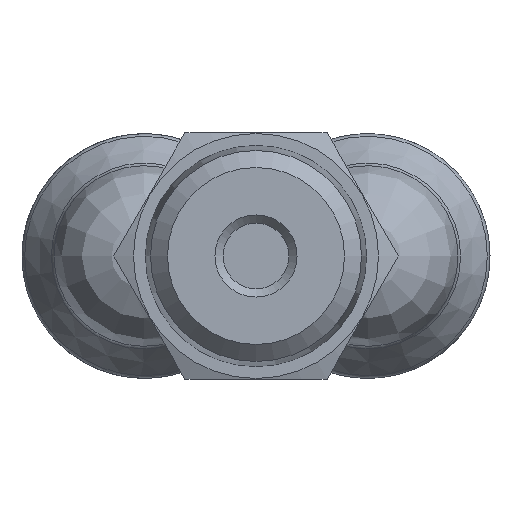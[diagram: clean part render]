
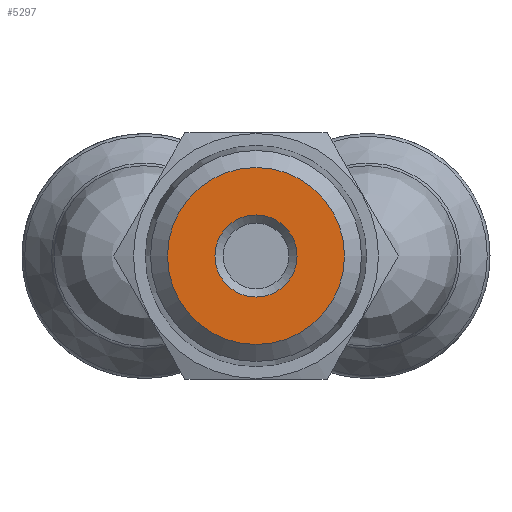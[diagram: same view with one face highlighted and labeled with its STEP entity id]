
A CAD part, front view. The second image highlights one B-rep face of the part: STEP entity #5297.
In plain terms, the highlighted face is planar.
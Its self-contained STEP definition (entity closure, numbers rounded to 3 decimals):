
#5266=CARTESIAN_POINT('',(-30.6,0.,-2.5));
#5267=VERTEX_POINT('',#5266);
#5268=CARTESIAN_POINT('',(-30.6,0.,0.0));
#5269=DIRECTION('',(-1.0,0.0,0.0));
#5270=DIRECTION('',(0.0,0.0,1.0));
#5271=AXIS2_PLACEMENT_3D('',#5268,#5269,#5270);
#5272=CIRCLE('',#5271,2.5);
#5273=EDGE_CURVE('',#5267,#5267,#5272,.T.);
#5278=CARTESIAN_POINT('',(-30.6,3.195,0.0));
#5279=DIRECTION('',(-1.0,0.0,0.0));
#5280=DIRECTION('',(0.0,0.0,1.0));
#5281=AXIS2_PLACEMENT_3D('',#5278,#5279,#5280);
#5282=PLANE('',#5281);
#5283=CARTESIAN_POINT('',(-30.6,5.39,0.));
#5284=VERTEX_POINT('',#5283);
#5285=CARTESIAN_POINT('',(-30.6,0.,0.0));
#5286=DIRECTION('',(1.0,0.0,0.0));
#5287=DIRECTION('',(0.0,-1.0,0.0));
#5288=AXIS2_PLACEMENT_3D('',#5285,#5286,#5287);
#5289=CIRCLE('',#5288,5.391);
#5290=EDGE_CURVE('',#5284,#5284,#5289,.T.);
#5291=ORIENTED_EDGE('',*,*,#5290,.F.);
#5292=EDGE_LOOP('',(#5291));
#5293=FACE_OUTER_BOUND('',#5292,.T.);
#5294=ORIENTED_EDGE('',*,*,#5273,.F.);
#5295=EDGE_LOOP('',(#5294));
#5296=FACE_BOUND('',#5295,.T.);
#5297=ADVANCED_FACE('',(#5293,#5296),#5282,.T.);
